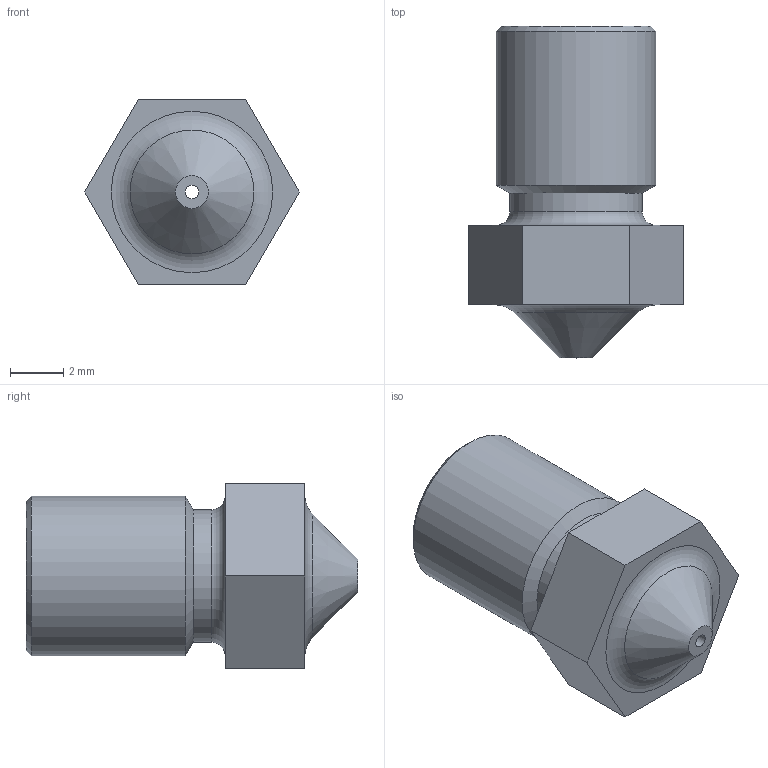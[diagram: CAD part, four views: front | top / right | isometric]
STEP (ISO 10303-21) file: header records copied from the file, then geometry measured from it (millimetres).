
FILE_DESCRIPTION(('FreeCAD Model'),'2;1');
FILE_NAME( 'Nozzle_0_5.step', '2016-12-20T08:21:27',('Author'),(''), 'Open CASCADE STEP processor 6.9','FreeCAD','Unknown');
FILE_SCHEMA(('AUTOMOTIVE_DESIGN_CC2 { 1 2 10303 214 -1 1 5 4 }'));
Length unit declared in the file: millimetre
Products named in the file (2): ASSEMBLY; Nozzle_0_5mm_01
Assembly tree (1 placements, depth 2):
  ASSEMBLY
    Nozzle_0_5mm_01
Bounding box: 8.08 x 12.5 x 7 mm (x, y, z)
Volume: 274 mm3; surface area: 406.4 mm2
Topology: 1 solids, 1 shells, 21 faces, 43 edges, 26 vertices
Faces by surface type: plane 10, cone 5, cylinder 4, torus 2
Full cylindrical faces by diameter (mm): 0.5 x1, 3 x1, 5 x1, 6 x1
Entity records: 1257 total; most frequent: CARTESIAN_POINT 210, DIRECTION 159, ORIENTED_EDGE 86, PCURVE 86, DEFINITIONAL_REPRESENTATION 86, LINE 75, VECTOR 75, EDGE_CURVE 43
